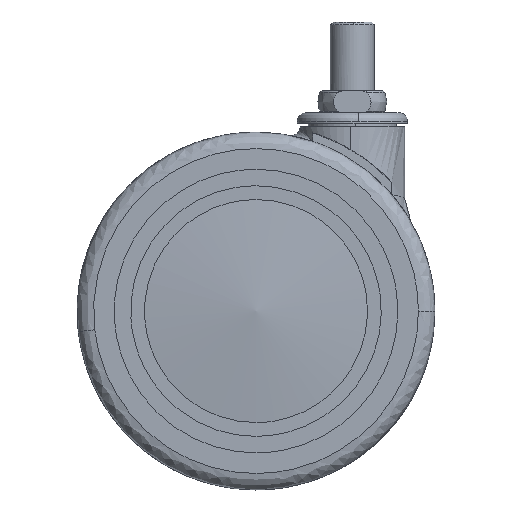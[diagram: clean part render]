
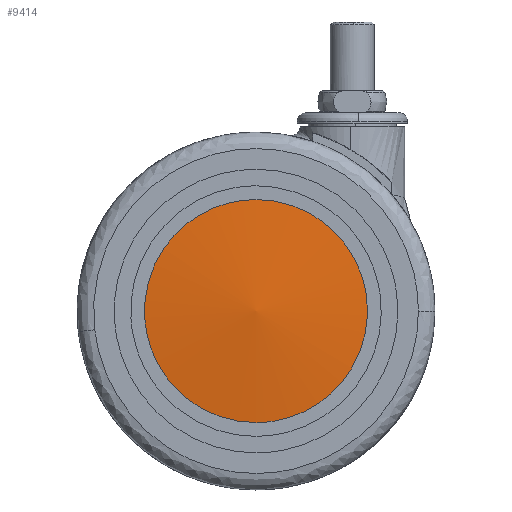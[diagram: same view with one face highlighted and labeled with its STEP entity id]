
A CAD part, front view. The second image highlights one B-rep face of the part: STEP entity #9414.
In plain terms, the highlighted free-form (B-spline) face has degree [2, 2] with [4, 4] control points.
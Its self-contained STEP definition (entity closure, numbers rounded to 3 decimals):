
#7477=CARTESIAN_POINT('',(40.217,-31.8,4.78));
#7478=VERTEX_POINT('',#7477);
#7484=CARTESIAN_POINT('',(0.0,-31.8,-40.5));
#7485=VERTEX_POINT('',#7484);
#7486=CARTESIAN_POINT('',(40.217,-31.8,4.78));
#7487=CARTESIAN_POINT('',(40.5,-31.8,2.399));
#7488=CARTESIAN_POINT('',(40.5,-31.8,0.0));
#7489=CARTESIAN_POINT('',(40.5,-31.8,-40.5));
#7490=CARTESIAN_POINT('',(0.0,-31.8,-40.5));
#7498=(BOUNDED_CURVE()B_SPLINE_CURVE(2,(#7486,#7487,#7488,#7489,#7490),.UNSPECIFIED.,.F.,.U.)B_SPLINE_CURVE_WITH_KNOTS((3,2,3),(0.23,0.25,0.5),.UNSPECIFIED.)CURVE()GEOMETRIC_REPRESENTATION_ITEM()RATIONAL_B_SPLINE_CURVE((0.956,0.976,1.0,0.707,1.0))REPRESENTATION_ITEM(''));
#7499=EDGE_CURVE('',#7478,#7485,#7498,.T.);
#7501=CARTESIAN_POINT('',(-40.424,-31.8,-2.472));
#7502=VERTEX_POINT('',#7501);
#7503=CARTESIAN_POINT('',(0.0,-31.8,-40.5));
#7504=CARTESIAN_POINT('',(-38.099,-31.8,-40.5));
#7505=CARTESIAN_POINT('',(-40.424,-31.8,-2.472));
#7513=(BOUNDED_CURVE()B_SPLINE_CURVE(2,(#7503,#7504,#7505),.UNSPECIFIED.,.F.,.U.)B_SPLINE_CURVE_WITH_KNOTS((3,3),(0.5,0.739),.UNSPECIFIED.)CURVE()GEOMETRIC_REPRESENTATION_ITEM()RATIONAL_B_SPLINE_CURVE((1.0,0.72,0.976))REPRESENTATION_ITEM(''));
#7514=EDGE_CURVE('',#7485,#7502,#7513,.T.);
#7588=CARTESIAN_POINT('',(0.0,-31.8,40.5));
#7589=VERTEX_POINT('',#7588);
#7590=CARTESIAN_POINT('',(-40.424,-31.8,-2.472));
#7591=CARTESIAN_POINT('',(-40.5,-31.8,-1.237));
#7592=CARTESIAN_POINT('',(-40.5,-31.8,0.0));
#7593=CARTESIAN_POINT('',(-40.5,-31.8,40.5));
#7594=CARTESIAN_POINT('',(0.0,-31.8,40.5));
#7602=(BOUNDED_CURVE()B_SPLINE_CURVE(2,(#7590,#7591,#7592,#7593,#7594),.UNSPECIFIED.,.F.,.U.)B_SPLINE_CURVE_WITH_KNOTS((3,2,3),(0.739,0.75,1.0),.UNSPECIFIED.)CURVE()GEOMETRIC_REPRESENTATION_ITEM()RATIONAL_B_SPLINE_CURVE((0.976,0.988,1.0,0.707,1.0))REPRESENTATION_ITEM(''));
#7603=EDGE_CURVE('',#7502,#7589,#7602,.T.);
#7605=CARTESIAN_POINT('',(0.0,-31.8,40.5));
#7606=CARTESIAN_POINT('',(35.971,-31.8,40.5));
#7607=CARTESIAN_POINT('',(40.217,-31.8,4.78));
#7615=(BOUNDED_CURVE()B_SPLINE_CURVE(2,(#7605,#7606,#7607),.UNSPECIFIED.,.F.,.U.)B_SPLINE_CURVE_WITH_KNOTS((3,3),(0.0,0.23),.UNSPECIFIED.)CURVE()GEOMETRIC_REPRESENTATION_ITEM()RATIONAL_B_SPLINE_CURVE((1.0,0.731,0.956))REPRESENTATION_ITEM(''));
#7616=EDGE_CURVE('',#7589,#7478,#7615,.T.);
#9384=CARTESIAN_POINT('',(-44.131,-27.187,-44.132));
#9385=CARTESIAN_POINT('',(-22.242,-31.113,-44.484));
#9386=CARTESIAN_POINT('',(22.242,-31.113,-44.484));
#9387=CARTESIAN_POINT('',(44.131,-27.187,-44.132));
#9388=CARTESIAN_POINT('',(-44.483,-31.113,-22.242));
#9389=CARTESIAN_POINT('',(-22.421,-35.102,-22.421));
#9390=CARTESIAN_POINT('',(22.421,-35.102,-22.421));
#9391=CARTESIAN_POINT('',(44.484,-31.113,-22.242));
#9392=CARTESIAN_POINT('',(-44.483,-31.113,22.242));
#9393=CARTESIAN_POINT('',(-22.421,-35.102,22.421));
#9394=CARTESIAN_POINT('',(22.421,-35.102,22.421));
#9395=CARTESIAN_POINT('',(44.484,-31.113,22.242));
#9396=CARTESIAN_POINT('',(-44.131,-27.187,44.132));
#9397=CARTESIAN_POINT('',(-22.242,-31.113,44.484));
#9398=CARTESIAN_POINT('',(22.242,-31.113,44.484));
#9399=CARTESIAN_POINT('',(44.131,-27.187,44.132));
#9407=(BOUNDED_SURFACE()B_SPLINE_SURFACE(2,2,((#9384,#9388,#9392,#9396),(#9385,#9389,#9393,#9397),(#9386,#9390,#9394,#9398),(#9387,#9391,#9395,#9399)),.UNSPECIFIED.,.F.,.F.,.U.)B_SPLINE_SURFACE_WITH_KNOTS((3,1,3),(3,1,3),(72.448,116.047,159.646),(72.447,116.047,159.647),.UNSPECIFIED.)GEOMETRIC_REPRESENTATION_ITEM()RATIONAL_B_SPLINE_SURFACE(((1.016,1.008,1.008,1.016),(1.008,1.0,1.0,1.008),(1.008,1.0,1.0,1.008),(1.016,1.008,1.008,1.016)))REPRESENTATION_ITEM('')SURFACE());
#9408=ORIENTED_EDGE('',*,*,#7603,.F.);
#9409=ORIENTED_EDGE('',*,*,#7514,.F.);
#9410=ORIENTED_EDGE('',*,*,#7499,.F.);
#9411=ORIENTED_EDGE('',*,*,#7616,.F.);
#9412=EDGE_LOOP('',(#9408,#9409,#9410,#9411));
#9413=FACE_OUTER_BOUND('',#9412,.T.);
#9414=ADVANCED_FACE('',(#9413),#9407,.T.);
